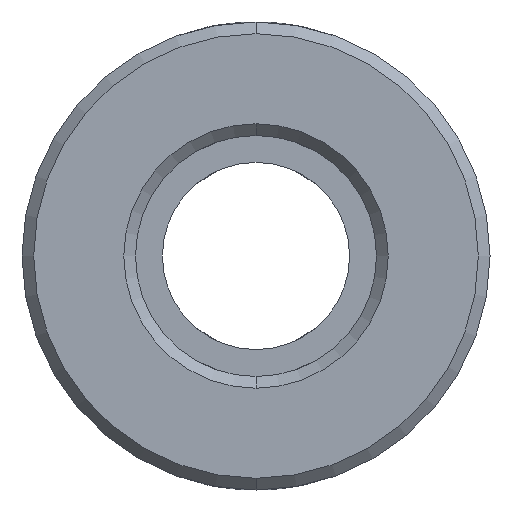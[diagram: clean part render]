
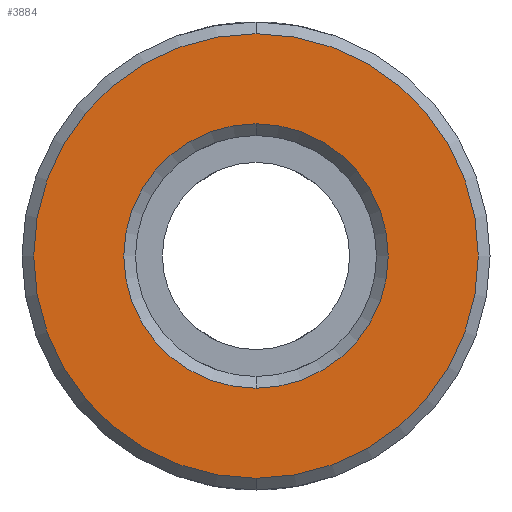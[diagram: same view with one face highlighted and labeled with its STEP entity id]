
A CAD part, front view. The second image highlights one B-rep face of the part: STEP entity #3884.
In plain terms, the highlighted planar face has unit normal (0, -1, 0).
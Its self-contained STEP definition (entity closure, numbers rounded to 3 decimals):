
#382 = AXIS2_PLACEMENT_3D ( 'NONE', #5627, #4611, #3219 ) ;
#791 = CARTESIAN_POINT ( 'NONE',  ( 0., -25., 0. ) ) ;
#907 = EDGE_CURVE ( 'NONE', #2824, #2884, #5424, .T. ) ;
#1007 = DIRECTION ( 'NONE',  ( 0., 0., 1. ) ) ;
#1238 = CARTESIAN_POINT ( 'NONE',  ( 0., -25., -5.65 ) ) ;
#1365 = CARTESIAN_POINT ( 'NONE',  ( 0., -25., 5.65 ) ) ;
#1649 = ORIENTED_EDGE ( 'NONE', *, *, #3571, .T. ) ;
#1765 = CARTESIAN_POINT ( 'NONE',  ( 0., -25., -9.5 ) ) ;
#1813 = CARTESIAN_POINT ( 'NONE',  ( 0., -25., 0. ) ) ;
#1916 = PLANE ( 'NONE',  #4620 ) ;
#2095 = DIRECTION ( 'NONE',  ( 0., 0., 1. ) ) ;
#2190 = EDGE_LOOP ( 'NONE', ( #1649, #2219 ) ) ;
#2219 = ORIENTED_EDGE ( 'NONE', *, *, #907, .T. ) ;
#2223 = EDGE_CURVE ( 'NONE', #3341, #4724, #2441, .T. ) ;
#2441 = CIRCLE ( 'NONE', #3213, 5.65 ) ;
#2587 = CARTESIAN_POINT ( 'NONE',  ( 0., -25., 0. ) ) ;
#2739 = CARTESIAN_POINT ( 'NONE',  ( 0., -25., 9.5 ) ) ;
#2824 = VERTEX_POINT ( 'NONE', #1765 ) ;
#2884 = VERTEX_POINT ( 'NONE', #2739 ) ;
#3101 = DIRECTION ( 'NONE',  ( 0., 1., 0. ) ) ;
#3213 = AXIS2_PLACEMENT_3D ( 'NONE', #2587, #3474, #5360 ) ;
#3219 = DIRECTION ( 'NONE',  ( 0., 0., 1. ) ) ;
#3341 = VERTEX_POINT ( 'NONE', #1238 ) ;
#3364 = EDGE_CURVE ( 'NONE', #4724, #3341, #3587, .T. ) ;
#3474 = DIRECTION ( 'NONE',  ( 0., 1., 0. ) ) ;
#3483 = EDGE_LOOP ( 'NONE', ( #5368, #5310 ) ) ;
#3571 = EDGE_CURVE ( 'NONE', #2884, #2824, #5919, .T. ) ;
#3587 = CIRCLE ( 'NONE', #5142, 5.65 ) ;
#3667 = DIRECTION ( 'NONE',  ( 0., 0., 1. ) ) ;
#3768 = DIRECTION ( 'NONE',  ( 0., 1., 0. ) ) ;
#3884 = ADVANCED_FACE ( 'NONE', ( #5073, #4192 ), #1916, .F. ) ;
#4192 = FACE_OUTER_BOUND ( 'NONE', #2190, .T. ) ;
#4356 = AXIS2_PLACEMENT_3D ( 'NONE', #1813, #5470, #3667 ) ;
#4587 = CARTESIAN_POINT ( 'NONE',  ( 0., -25., 0. ) ) ;
#4611 = DIRECTION ( 'NONE',  ( 0., -1., 0. ) ) ;
#4620 = AXIS2_PLACEMENT_3D ( 'NONE', #4587, #3768, #1007 ) ;
#4724 = VERTEX_POINT ( 'NONE', #1365 ) ;
#5073 = FACE_BOUND ( 'NONE', #3483, .T. ) ;
#5142 = AXIS2_PLACEMENT_3D ( 'NONE', #791, #3101, #2095 ) ;
#5310 = ORIENTED_EDGE ( 'NONE', *, *, #3364, .T. ) ;
#5360 = DIRECTION ( 'NONE',  ( 0., 0., 1. ) ) ;
#5368 = ORIENTED_EDGE ( 'NONE', *, *, #2223, .T. ) ;
#5424 = CIRCLE ( 'NONE', #4356, 9.5 ) ;
#5470 = DIRECTION ( 'NONE',  ( 0., -1., 0. ) ) ;
#5627 = CARTESIAN_POINT ( 'NONE',  ( 0., -25., 0. ) ) ;
#5919 = CIRCLE ( 'NONE', #382, 9.5 ) ;
